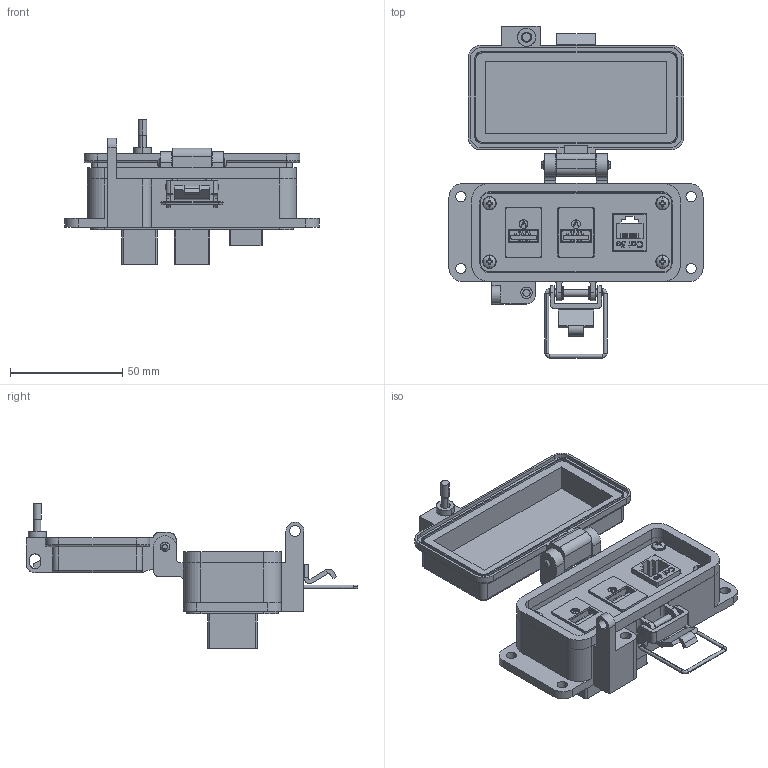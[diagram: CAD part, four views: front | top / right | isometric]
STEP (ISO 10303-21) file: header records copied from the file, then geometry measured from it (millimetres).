
FILE_DESCRIPTION (( 'STEP AP203' ), '1' );
FILE_NAME ('P-Q50#2R2-F3RX_3D.STEP', '2022-11-01T18:58:32', ( '' ), ( '' ), 'SwSTEP 2.0', 'SolidWorks 2021', '' );
FILE_SCHEMA (( 'CONFIG_CONTROL_DESIGN' ));
Length unit declared in the file: millimetre
Products named in the file (13): Z-300-RJ45CAT5; 92005A124_METRIC PAN HEAD PHILLIPS MACHINE SCREW_92005A124; -F3; Z-300-USB-AB-FF; Z-002-4401_4HN_90675A005; Q51; P-Q50#2R2-F3RX_FP060_1; P-Q50#2R2-F3RX_3D; P-Q50#2R2-F3RX_TP060_1; 4-40 half inch flathead _90273A110; P-Q50#2R2-F3RX_BP180_1; R2; Z-H-F3_B
Assembly tree (22 placements, depth 3):
  P-Q50#2R2-F3RX_3D
    -F3
      Z-H-F3_B
    P-Q50#2R2-F3RX_BP180_1
    P-Q50#2R2-F3RX_FP060_1
    P-Q50#2R2-F3RX_TP060_1
    Q51  x2
      Z-300-USB-AB-FF
    4-40 half inch flathead _90273A110  x4
    Z-002-4401_4HN_90675A005  x4
    R2
      Z-300-RJ45CAT5
    92005A124_METRIC PAN HEAD PHILLIPS MACHINE SCREW_92005A124  x4
Bounding box: 113 x 147.61 x 64.44 mm (x, y, z)
Volume: 109588.9 mm3; surface area: 80821.7 mm2
Topology: 28 solids, 28 shells, 2902 faces, 8106 edges, 5366 vertices
Faces by surface type: cylinder 1329, plane 1031, bspline 310, cone 208, torus 16, sphere 8
Entity records: 63208 total; most frequent: CARTESIAN_POINT 24412, ORIENTED_EDGE 8542, DIRECTION 6607, EDGE_CURVE 4271, VERTEX_POINT 2829, VECTOR 2465, LINE 2465, AXIS2_PLACEMENT_3D 2071
